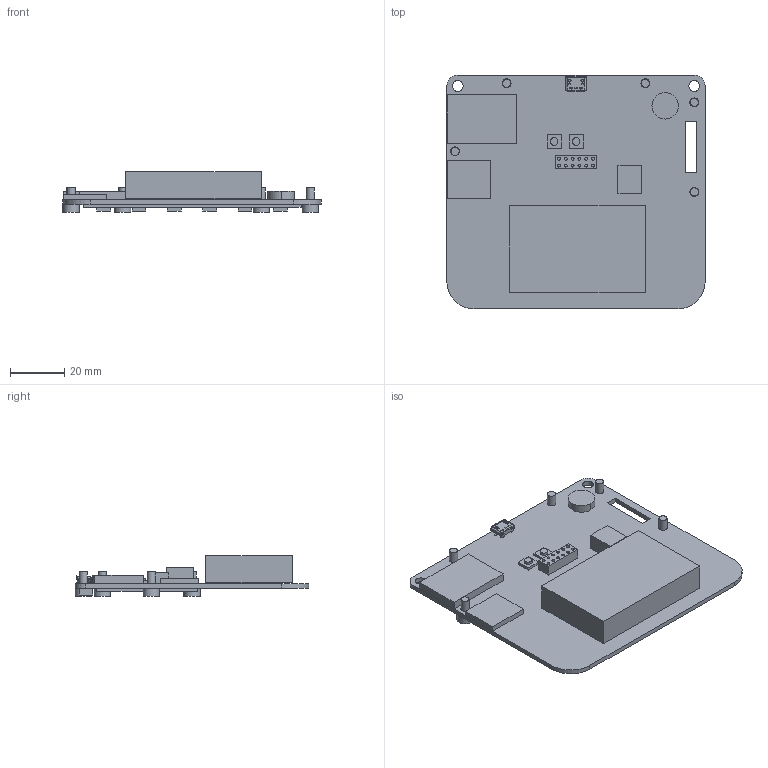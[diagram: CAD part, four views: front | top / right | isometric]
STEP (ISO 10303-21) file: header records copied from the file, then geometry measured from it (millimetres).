
FILE_DESCRIPTION(('FreeCAD Model'),'2;1');
FILE_NAME( 'badgeModel.step' ,'2017-07-17T16:36:32',(''),(''),'Open CASCADE STEP processor 6.8', 'FreeCAD','Unknown');
FILE_SCHEMA(('CONFIG_CONTROL_DESIGN','SHAPE_APPEARANCE_LAYER_MIM'));
Length unit declared in the file: millimetre
Products named in the file (1): badge2017
Bounding box: 95 x 86 x 15 mm (x, y, z)
Volume: 37104.2 mm3; surface area: 33746.2 mm2
Topology: 29 solids, 29 shells, 629 faces, 1646 edges, 1176 vertices
Faces by surface type: plane 468, cylinder 147, bspline 14
Full cylindrical faces by diameter (mm): 1.1 x24, 2.773 x2, 3 x5, 3.2 x5, 4 x2, 6 x5, 10.198 x1, 10.77 x1
Entity records: 54430 total; most frequent: CARTESIAN_POINT 18962, DIRECTION 5553, LINE 3616, VECTOR 3616, ORIENTED_EDGE 3092, PCURVE 3092, DEFINITIONAL_REPRESENTATION 3092, EDGE_CURVE 1546
